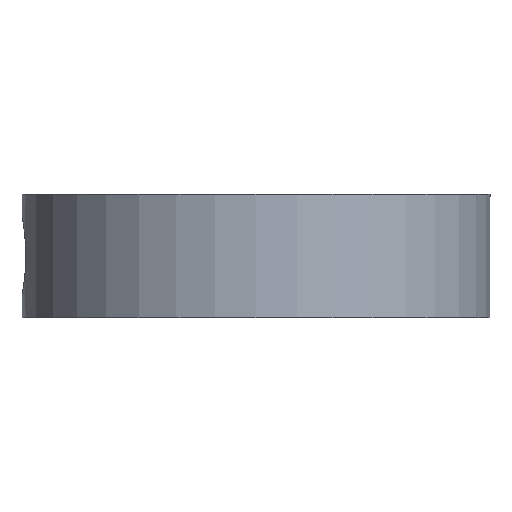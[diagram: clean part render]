
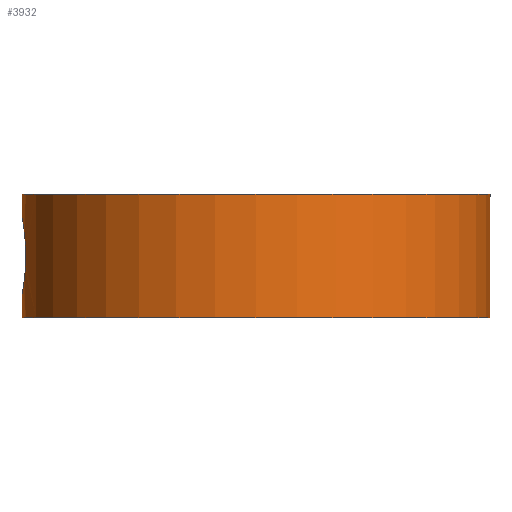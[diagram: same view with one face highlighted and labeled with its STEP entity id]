
A CAD part, left-side view. The second image highlights one B-rep face of the part: STEP entity #3932.
In plain terms, the highlighted cylindrical face has radius 9.5 mm (diameter 19 mm), a partial arc.
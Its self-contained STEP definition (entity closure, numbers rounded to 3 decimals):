
#5 = CARTESIAN_POINT ( 'NONE',  ( -0.847, 9.464, 1.402 ) ) ;
#368 = CARTESIAN_POINT ( 'NONE',  ( -1.344, 9.406, -0.987 ) ) ;
#450 = VECTOR ( 'NONE', #7632, 1000. ) ;
#486 = ORIENTED_EDGE ( 'NONE', *, *, #11498, .T. ) ;
#597 = ORIENTED_EDGE ( 'NONE', *, *, #11062, .T. ) ;
#925 = DIRECTION ( 'NONE',  ( 0., 0., 1. ) ) ;
#1148 = CARTESIAN_POINT ( 'NONE',  ( -1.469, 9.386, 0.809 ) ) ;
#1298 = EDGE_CURVE ( 'NONE', #7100, #2026, #11710, .T. ) ;
#1312 = CARTESIAN_POINT ( 'NONE',  ( 0., 0., -2.5 ) ) ;
#1714 = CIRCLE ( 'NONE', #4913, 9.5 ) ;
#1805 = VERTEX_POINT ( 'NONE', #6827 ) ;
#2026 = VERTEX_POINT ( 'NONE', #8106 ) ;
#2126 = EDGE_CURVE ( 'NONE', #10760, #2026, #1714, .T. ) ;
#2163 = CARTESIAN_POINT ( 'NONE',  ( -1.682, 9.35, -0.002 ) ) ;
#2212 = CARTESIAN_POINT ( 'NONE',  ( 0., 9.5, 1.605 ) ) ;
#2443 = CARTESIAN_POINT ( 'NONE',  ( -0.746, 9.471, -1.442 ) ) ;
#2558 = DIRECTION ( 'NONE',  ( 0., 0., -1. ) ) ;
#2575 = CARTESIAN_POINT ( 'NONE',  ( -1.026, 9.445, -1.276 ) ) ;
#2641 = CARTESIAN_POINT ( 'NONE',  ( 0., 0., 2.5 ) ) ;
#2774 = ORIENTED_EDGE ( 'NONE', *, *, #2126, .T. ) ;
#3030 = AXIS2_PLACEMENT_3D ( 'NONE', #1312, #10481, #7439 ) ;
#3265 = EDGE_CURVE ( 'NONE', #3535, #10760, #12947, .T. ) ;
#3505 = CARTESIAN_POINT ( 'NONE',  ( -1.682, 9.35, -0.211 ) ) ;
#3535 = VERTEX_POINT ( 'NONE', #9173 ) ;
#3550 = EDGE_CURVE ( 'NONE', #11869, #4104, #11214, .T. ) ;
#3587 = CARTESIAN_POINT ( 'NONE',  ( -1.112, 9.435, -1.209 ) ) ;
#3688 = DIRECTION ( 'NONE',  ( 0., 0., 1. ) ) ;
#3784 = CARTESIAN_POINT ( 'NONE',  ( 0., 0., -2.5 ) ) ;
#3932 = ADVANCED_FACE ( 'NONE', ( #13123 ), #7443, .T. ) ;
#3973 = ORIENTED_EDGE ( 'NONE', *, *, #1298, .F. ) ;
#4104 = VERTEX_POINT ( 'NONE', #6248 ) ;
#4180 = CARTESIAN_POINT ( 'NONE',  ( -1.344, 9.406, 0.987 ) ) ;
#4586 = CARTESIAN_POINT ( 'NONE',  ( -0.843, 9.463, -1.393 ) ) ;
#4913 = AXIS2_PLACEMENT_3D ( 'NONE', #2641, #2558, #6731 ) ;
#5736 = VECTOR ( 'NONE', #3688, 1000. ) ;
#5846 = DIRECTION ( 'NONE',  ( 0., 1., 0. ) ) ;
#5889 = ORIENTED_EDGE ( 'NONE', *, *, #3265, .T. ) ;
#5976 = CARTESIAN_POINT ( 'NONE',  ( 0., -9.5, 2.5 ) ) ;
#6007 = CARTESIAN_POINT ( 'NONE',  ( 0., 9.5, -2.5 ) ) ;
#6248 = CARTESIAN_POINT ( 'NONE',  ( 0., 9.5, -1.605 ) ) ;
#6453 = B_SPLINE_CURVE_WITH_KNOTS ( 'NONE', 3,
 ( #2212, #9276, #10280, #5, #7228, #4180, #1148, #10201, #12158, #2163 ),
 .UNSPECIFIED., .F., .F.,
 ( 4, 2, 2, 2, 4 ),
 ( 0.25, 0.312, 0.375, 0.437, 0.5 ),
 .UNSPECIFIED. ) ;
#6594 = CARTESIAN_POINT ( 'NONE',  ( 0., -9.5, -2.5 ) ) ;
#6629 = CARTESIAN_POINT ( 'NONE',  ( -0.222, 9.5, -1.605 ) ) ;
#6731 = DIRECTION ( 'NONE',  ( 0., 1., 0. ) ) ;
#6827 = CARTESIAN_POINT ( 'NONE',  ( -1.682, 9.35, -0.002 ) ) ;
#7100 = VERTEX_POINT ( 'NONE', #7854 ) ;
#7228 = CARTESIAN_POINT ( 'NONE',  ( -1.034, 9.445, 1.283 ) ) ;
#7231 = ORIENTED_EDGE ( 'NONE', *, *, #3550, .F. ) ;
#7439 = DIRECTION ( 'NONE',  ( 0., -1., 0. ) ) ;
#7443 = CYLINDRICAL_SURFACE ( 'NONE', #3030, 9.5 ) ;
#7506 = CARTESIAN_POINT ( 'NONE',  ( -0.441, 9.492, -1.563 ) ) ;
#7545 = CARTESIAN_POINT ( 'NONE',  ( -1.469, 9.386, -0.809 ) ) ;
#7632 = DIRECTION ( 'NONE',  ( 0., 0., 1. ) ) ;
#7668 = CARTESIAN_POINT ( 'NONE',  ( 0., 9.5, -2.5 ) ) ;
#7854 = CARTESIAN_POINT ( 'NONE',  ( 0., 9.5, 1.605 ) ) ;
#8106 = CARTESIAN_POINT ( 'NONE',  ( 0., 9.5, 2.5 ) ) ;
#8555 = VECTOR ( 'NONE', #925, 1000. ) ;
#8654 = CARTESIAN_POINT ( 'NONE',  ( -1.638, 9.358, -0.422 ) ) ;
#8777 = B_SPLINE_CURVE_WITH_KNOTS ( 'NONE', 3,
 ( #11494, #3505, #8654, #7545, #368, #3587, #2575, #4586, #2443, #7506, #6629, #12570 ),
 .UNSPECIFIED., .F., .F.,
 ( 4, 2, 2, 2, 2, 4 ),
 ( 0.5, 0.562, 0.625, 0.656, 0.687, 0.75 ),
 .UNSPECIFIED. ) ;
#9173 = CARTESIAN_POINT ( 'NONE',  ( 0., -9.5, -2.5 ) ) ;
#9276 = CARTESIAN_POINT ( 'NONE',  ( -0.221, 9.5, 1.605 ) ) ;
#9637 = EDGE_CURVE ( 'NONE', #3535, #11869, #12042, .T. ) ;
#9768 = CARTESIAN_POINT ( 'NONE',  ( 0., 9.5, -2.5 ) ) ;
#10191 = AXIS2_PLACEMENT_3D ( 'NONE', #3784, #11817, #5846 ) ;
#10201 = CARTESIAN_POINT ( 'NONE',  ( -1.638, 9.358, 0.421 ) ) ;
#10280 = CARTESIAN_POINT ( 'NONE',  ( -0.441, 9.492, 1.563 ) ) ;
#10362 = EDGE_LOOP ( 'NONE', ( #7231, #11065, #5889, #2774, #3973, #486, #597 ) ) ;
#10481 = DIRECTION ( 'NONE',  ( 0., 0., 1. ) ) ;
#10760 = VERTEX_POINT ( 'NONE', #5976 ) ;
#11062 = EDGE_CURVE ( 'NONE', #1805, #4104, #8777, .T. ) ;
#11065 = ORIENTED_EDGE ( 'NONE', *, *, #9637, .F. ) ;
#11214 = LINE ( 'NONE', #6007, #8555 ) ;
#11494 = CARTESIAN_POINT ( 'NONE',  ( -1.682, 9.35, -0.002 ) ) ;
#11498 = EDGE_CURVE ( 'NONE', #7100, #1805, #6453, .T. ) ;
#11710 = LINE ( 'NONE', #9768, #5736 ) ;
#11817 = DIRECTION ( 'NONE',  ( 0., 0., -1. ) ) ;
#11869 = VERTEX_POINT ( 'NONE', #7668 ) ;
#12042 = CIRCLE ( 'NONE', #10191, 9.5 ) ;
#12158 = CARTESIAN_POINT ( 'NONE',  ( -1.683, 9.35, 0.207 ) ) ;
#12570 = CARTESIAN_POINT ( 'NONE',  ( 0., 9.5, -1.605 ) ) ;
#12947 = LINE ( 'NONE', #6594, #450 ) ;
#13123 = FACE_OUTER_BOUND ( 'NONE', #10362, .T. ) ;
